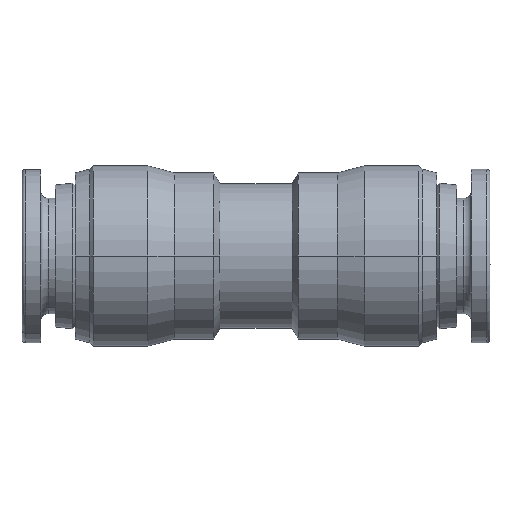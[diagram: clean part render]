
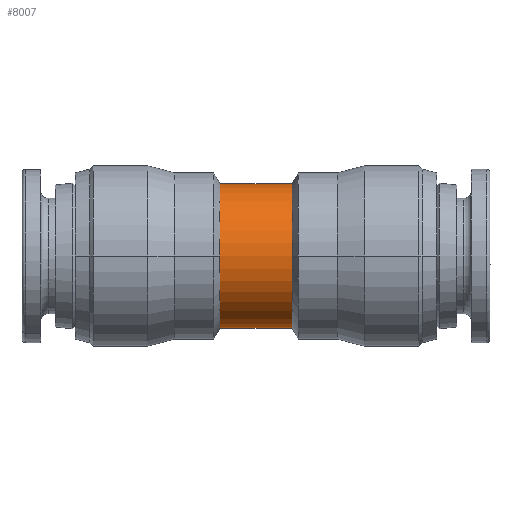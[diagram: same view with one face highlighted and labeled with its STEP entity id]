
A CAD part, left-side view. The second image highlights one B-rep face of the part: STEP entity #8007.
In plain terms, the highlighted cylindrical face has radius 5 mm (diameter 10 mm), a partial arc.
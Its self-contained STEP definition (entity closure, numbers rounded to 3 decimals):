
#25 = VECTOR ( 'NONE', #5419, 1000. ) ;
#87 = LINE ( 'NONE', #2630, #7314 ) ;
#357 = ORIENTED_EDGE ( 'NONE', *, *, #536, .F. ) ;
#482 = ORIENTED_EDGE ( 'NONE', *, *, #5804, .F. ) ;
#536 = EDGE_CURVE ( 'NONE', #3474, #2165, #87, .T. ) ;
#794 = CARTESIAN_POINT ( 'NONE',  ( 0., 10., 0. ) ) ;
#954 = ORIENTED_EDGE ( 'NONE', *, *, #6171, .F. ) ;
#1067 = ORIENTED_EDGE ( 'NONE', *, *, #3060, .T. ) ;
#1216 = CARTESIAN_POINT ( 'NONE',  ( 0., 0., 0. ) ) ;
#1394 = DIRECTION ( 'NONE',  ( 0., -1., 0. ) ) ;
#1432 = ORIENTED_EDGE ( 'NONE', *, *, #4587, .F. ) ;
#1442 = ORIENTED_EDGE ( 'NONE', *, *, #9240, .F. ) ;
#1543 = DIRECTION ( 'NONE',  ( -1., 0., 0. ) ) ;
#1809 = LINE ( 'NONE', #5357, #25 ) ;
#1882 = CARTESIAN_POINT ( 'NONE',  ( 0., 15., 5. ) ) ;
#1897 = CIRCLE ( 'NONE', #2009, 5. ) ;
#2009 = AXIS2_PLACEMENT_3D ( 'NONE', #4073, #9025, #4768 ) ;
#2165 = VERTEX_POINT ( 'NONE', #8448 ) ;
#2521 = DIRECTION ( 'NONE',  ( -1., 0., 0. ) ) ;
#2630 = CARTESIAN_POINT ( 'NONE',  ( 0., 0., 5. ) ) ;
#2744 = CIRCLE ( 'NONE', #6787, 5. ) ;
#2907 = AXIS2_PLACEMENT_3D ( 'NONE', #7349, #3103, #8076 ) ;
#2917 = DIRECTION ( 'NONE',  ( 0., -1., 0. ) ) ;
#3007 = CARTESIAN_POINT ( 'NONE',  ( 0., 10., 0. ) ) ;
#3060 = EDGE_CURVE ( 'NONE', #3107, #6428, #1809, .T. ) ;
#3103 = DIRECTION ( 'NONE',  ( 0., 1., 0. ) ) ;
#3107 = VERTEX_POINT ( 'NONE', #5152 ) ;
#3426 = AXIS2_PLACEMENT_3D ( 'NONE', #1216, #9035, #4112 ) ;
#3474 = VERTEX_POINT ( 'NONE', #1882 ) ;
#3500 = CARTESIAN_POINT ( 'NONE',  ( 0., 10., -5. ) ) ;
#3704 = VERTEX_POINT ( 'NONE', #8349 ) ;
#3706 = FACE_OUTER_BOUND ( 'NONE', #8494, .T. ) ;
#4073 = CARTESIAN_POINT ( 'NONE',  ( 0., 15., 0. ) ) ;
#4112 = DIRECTION ( 'NONE',  ( 0., 0., -1. ) ) ;
#4332 = CIRCLE ( 'NONE', #2907, 5. ) ;
#4587 = EDGE_CURVE ( 'NONE', #8684, #6428, #7820, .T. ) ;
#4699 = CYLINDRICAL_SURFACE ( 'NONE', #3426, 5. ) ;
#4768 = DIRECTION ( 'NONE',  ( -1., 0., 0. ) ) ;
#5152 = CARTESIAN_POINT ( 'NONE',  ( 0., 15., -5. ) ) ;
#5357 = CARTESIAN_POINT ( 'NONE',  ( 0., 0., -5. ) ) ;
#5419 = DIRECTION ( 'NONE',  ( 0., -1., 0. ) ) ;
#5477 = AXIS2_PLACEMENT_3D ( 'NONE', #3007, #2917, #2521 ) ;
#5798 = DIRECTION ( 'NONE',  ( 0., -1., 0. ) ) ;
#5804 = EDGE_CURVE ( 'NONE', #3704, #3474, #1897, .T. ) ;
#6171 = EDGE_CURVE ( 'NONE', #3107, #3704, #4332, .T. ) ;
#6428 = VERTEX_POINT ( 'NONE', #3500 ) ;
#6787 = AXIS2_PLACEMENT_3D ( 'NONE', #794, #5798, #1543 ) ;
#7314 = VECTOR ( 'NONE', #1394, 1000. ) ;
#7349 = CARTESIAN_POINT ( 'NONE',  ( 0., 15., 0. ) ) ;
#7820 = CIRCLE ( 'NONE', #5477, 5. ) ;
#7897 = CARTESIAN_POINT ( 'NONE',  ( -5., 10., 0. ) ) ;
#8007 = ADVANCED_FACE ( 'NONE', ( #3706 ), #4699, .T. ) ;
#8076 = DIRECTION ( 'NONE',  ( -1., 0., 0. ) ) ;
#8349 = CARTESIAN_POINT ( 'NONE',  ( -5., 15., 0. ) ) ;
#8448 = CARTESIAN_POINT ( 'NONE',  ( 0., 10., 5. ) ) ;
#8494 = EDGE_LOOP ( 'NONE', ( #357, #482, #954, #1067, #1432, #1442 ) ) ;
#8684 = VERTEX_POINT ( 'NONE', #7897 ) ;
#9025 = DIRECTION ( 'NONE',  ( 0., 1., 0. ) ) ;
#9035 = DIRECTION ( 'NONE',  ( 0., -1., 0. ) ) ;
#9240 = EDGE_CURVE ( 'NONE', #2165, #8684, #2744, .T. ) ;
